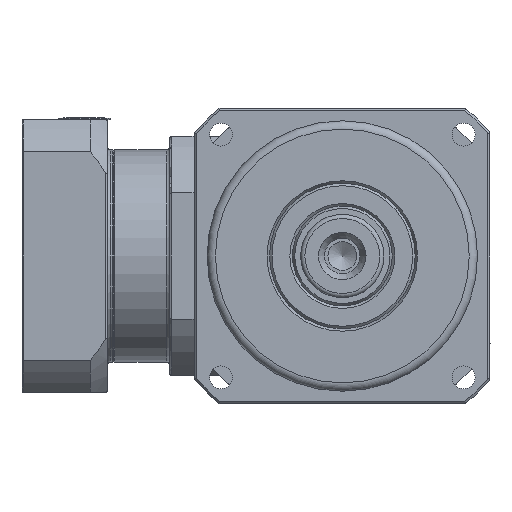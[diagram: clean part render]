
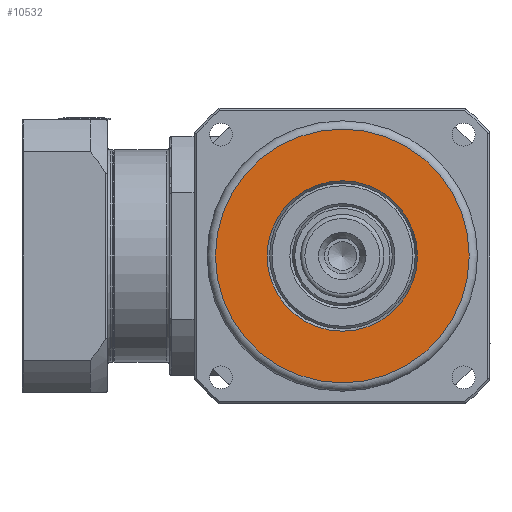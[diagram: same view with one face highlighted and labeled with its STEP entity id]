
A CAD part, left-side view. The second image highlights one B-rep face of the part: STEP entity #10532.
In plain terms, the highlighted planar face has unit normal (-1, 0, 0).
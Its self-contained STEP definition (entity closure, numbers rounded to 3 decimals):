
#1776=PLANE('',#11624);
#2165=FACE_BOUND('',#3667,.T.);
#2704=FACE_OUTER_BOUND('',#3666,.T.);
#3666=EDGE_LOOP('',(#8252));
#3667=EDGE_LOOP('',(#8253));
#4354=CIRCLE('',#11623,36.155);
#4355=CIRCLE('',#11625,61.);
#5077=VERTEX_POINT('',#17405);
#5078=VERTEX_POINT('',#17408);
#6210=EDGE_CURVE('',#5077,#5077,#4354,.T.);
#6211=EDGE_CURVE('',#5078,#5078,#4355,.T.);
#8252=ORIENTED_EDGE('',*,*,#6211,.F.);
#8253=ORIENTED_EDGE('',*,*,#6210,.F.);
#10532=ADVANCED_FACE('',(#2704,#2165),#1776,.F.);
#11623=AXIS2_PLACEMENT_3D('',#17406,#13908,#13909);
#11624=AXIS2_PLACEMENT_3D('',#17407,#13910,#13911);
#11625=AXIS2_PLACEMENT_3D('',#17409,#13912,#13913);
#13908=DIRECTION('center_axis',(-1.,0.,0.));
#13909=DIRECTION('ref_axis',(0.,0.,
-1.));
#13910=DIRECTION('center_axis',(1.,0.,0.));
#13911=DIRECTION('ref_axis',(0.,0.,-1.));
#13912=DIRECTION('center_axis',(1.,0.,0.));
#13913=DIRECTION('ref_axis',(0.,0.,
-1.));
#17405=CARTESIAN_POINT('',(-238.232,50.642,-77.873));
#17406=CARTESIAN_POINT('Origin',(-238.232,50.642,-114.028));
#17407=CARTESIAN_POINT('Origin',(-238.232,50.642,-114.028));
#17408=CARTESIAN_POINT('',(-238.232,50.642,-53.028));
#17409=CARTESIAN_POINT('Origin',(-238.232,50.642,-114.028));
